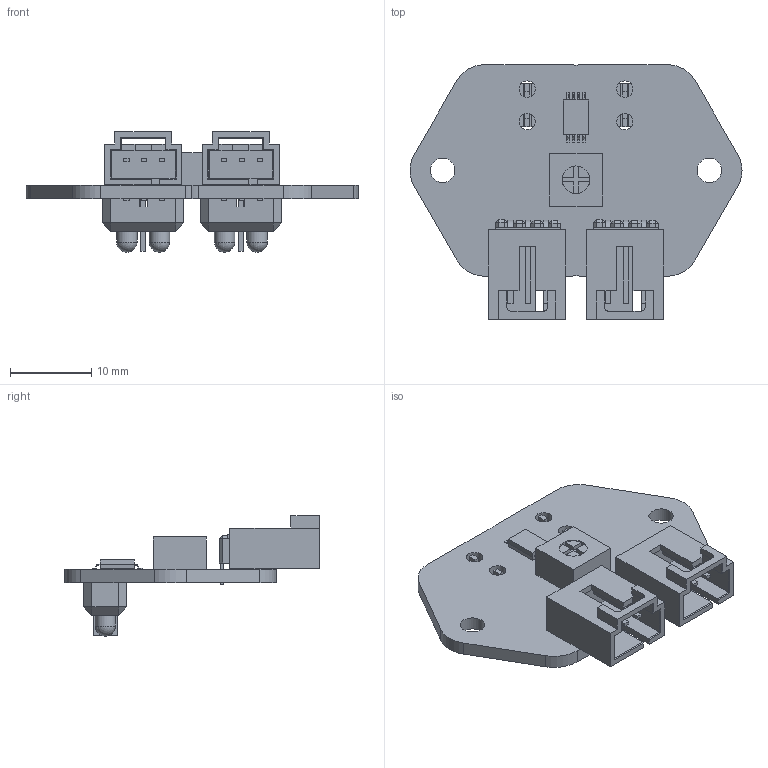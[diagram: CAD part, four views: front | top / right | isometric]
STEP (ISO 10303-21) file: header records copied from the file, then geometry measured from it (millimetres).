
FILE_DESCRIPTION(('FreeCAD Model'),'2;1');
FILE_NAME('ZumIR_Dos.step','2014-11-18T20:19:23',('FreeCAD'),('FreeCAD'), 'Open CASCADE STEP processor 6.7','FreeCAD','Unknown');
FILE_SCHEMA(('AUTOMOTIVE_DESIGN_CC2 { 1 2 10303 214 -1 1 5 4 }'));
Length unit declared in the file: millimetre
Products named in the file (9): Cut003; Potenciometro001; AlojaConectores; Conectores; AlojaConectores2; Conectores2; L358; ComponentIR; ComponentIR001
Bounding box: 40.78 x 31.3 x 14.79 mm (x, y, z)
Volume: 2617.7 mm3; surface area: 4417.6 mm2
Topology: 9 solids, 9 shells, 550 faces, 1419 edges, 902 vertices
Faces by surface type: plane 477, cylinder 69, sphere 4
Full cylindrical faces by diameter (mm): 2 x4, 2.5 x4, 3 x2, 3.4 x1
Entity records: 38113 total; most frequent: CARTESIAN_POINT 6512, DIRECTION 4919, LINE 3367, VECTOR 3367, ORIENTED_EDGE 2838, PCURVE 2822, DEFINITIONAL_REPRESENTATION 2822, EDGE_CURVE 1411
